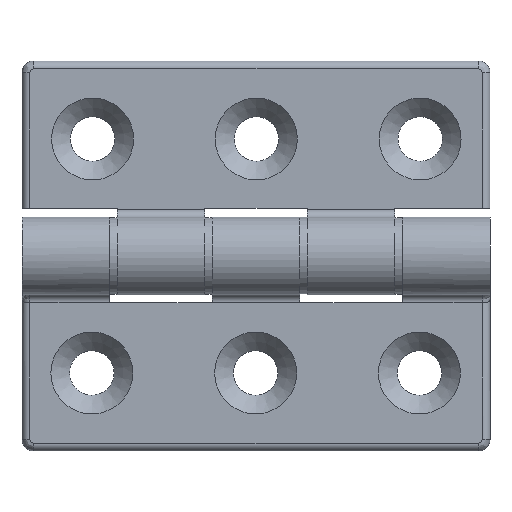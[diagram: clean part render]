
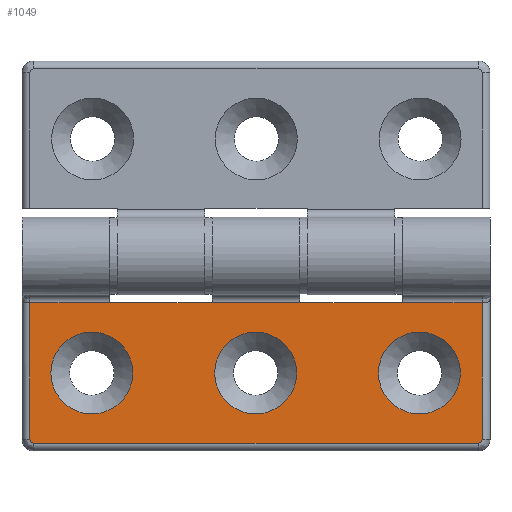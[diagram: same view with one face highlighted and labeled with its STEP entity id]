
A CAD part, left-side view. The second image highlights one B-rep face of the part: STEP entity #1049.
In plain terms, the highlighted planar face has unit normal (-1, 0, 0).
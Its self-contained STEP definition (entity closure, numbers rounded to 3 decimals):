
#57=FACE_BOUND('',#183,.T.);
#58=FACE_BOUND('',#184,.T.);
#59=FACE_BOUND('',#185,.T.);
#82=PLANE('',#1119);
#118=FACE_OUTER_BOUND('',#182,.T.);
#182=EDGE_LOOP('',(#741,#742,#743,#744,#745,#746,#747,#748,#749,#750,#751,
#752,#753,#754));
#183=EDGE_LOOP('',(#755));
#184=EDGE_LOOP('',(#756));
#185=EDGE_LOOP('',(#757));
#269=LINE('',#1589,#346);
#270=LINE('',#1655,#347);
#272=LINE('',#1661,#349);
#273=LINE('',#1663,#350);
#274=LINE('',#1665,#351);
#275=LINE('',#1667,#352);
#276=LINE('',#1669,#353);
#277=LINE('',#1671,#354);
#278=LINE('',#1673,#355);
#279=LINE('',#1675,#356);
#280=LINE('',#1677,#357);
#281=LINE('',#1681,#358);
#346=VECTOR('',#1252,10.2);
#347=VECTOR('',#1255,17.521);
#349=VECTOR('',#1261,0.021);
#350=VECTOR('',#1262,13.2);
#351=VECTOR('',#1263,0.021);
#352=VECTOR('',#1264,11.2);
#353=VECTOR('',#1265,0.021);
#354=VECTOR('',#1266,13.2);
#355=VECTOR('',#1267,0.021);
#356=VECTOR('',#1268,10.2);
#357=VECTOR('',#1269,17.521);
#358=VECTOR('',#1272,57.);
#425=CIRCLE('',#1120,0.5);
#426=CIRCLE('',#1121,0.5);
#427=CIRCLE('',#1122,5.25);
#428=CIRCLE('',#1123,5.25);
#429=CIRCLE('',#1124,5.25);
#484=VERTEX_POINT('',#1582);
#487=VERTEX_POINT('',#1587);
#490=VERTEX_POINT('',#1654);
#492=VERTEX_POINT('',#1660);
#493=VERTEX_POINT('',#1662);
#494=VERTEX_POINT('',#1664);
#495=VERTEX_POINT('',#1666);
#496=VERTEX_POINT('',#1668);
#497=VERTEX_POINT('',#1670);
#498=VERTEX_POINT('',#1672);
#499=VERTEX_POINT('',#1674);
#500=VERTEX_POINT('',#1676);
#501=VERTEX_POINT('',#1678);
#502=VERTEX_POINT('',#1680);
#503=VERTEX_POINT('',#1683);
#504=VERTEX_POINT('',#1685);
#505=VERTEX_POINT('',#1687);
#587=EDGE_CURVE('',#487,#484,#269,.T.);
#591=EDGE_CURVE('',#484,#490,#270,.T.);
#594=EDGE_CURVE('',#487,#492,#272,.T.);
#595=EDGE_CURVE('',#492,#493,#273,.T.);
#596=EDGE_CURVE('',#493,#494,#274,.T.);
#597=EDGE_CURVE('',#495,#494,#275,.T.);
#598=EDGE_CURVE('',#495,#496,#276,.T.);
#599=EDGE_CURVE('',#496,#497,#277,.T.);
#600=EDGE_CURVE('',#497,#498,#278,.T.);
#601=EDGE_CURVE('',#499,#498,#279,.T.);
#602=EDGE_CURVE('',#500,#499,#280,.T.);
#603=EDGE_CURVE('',#501,#500,#425,.T.);
#604=EDGE_CURVE('',#502,#501,#281,.T.);
#605=EDGE_CURVE('',#490,#502,#426,.T.);
#606=EDGE_CURVE('',#503,#503,#427,.T.);
#607=EDGE_CURVE('',#504,#504,#428,.T.);
#608=EDGE_CURVE('',#505,#505,#429,.T.);
#741=ORIENTED_EDGE('',*,*,#587,.F.);
#742=ORIENTED_EDGE('',*,*,#594,.T.);
#743=ORIENTED_EDGE('',*,*,#595,.T.);
#744=ORIENTED_EDGE('',*,*,#596,.T.);
#745=ORIENTED_EDGE('',*,*,#597,.F.);
#746=ORIENTED_EDGE('',*,*,#598,.T.);
#747=ORIENTED_EDGE('',*,*,#599,.T.);
#748=ORIENTED_EDGE('',*,*,#600,.T.);
#749=ORIENTED_EDGE('',*,*,#601,.F.);
#750=ORIENTED_EDGE('',*,*,#602,.F.);
#751=ORIENTED_EDGE('',*,*,#603,.F.);
#752=ORIENTED_EDGE('',*,*,#604,.F.);
#753=ORIENTED_EDGE('',*,*,#605,.F.);
#754=ORIENTED_EDGE('',*,*,#591,.F.);
#755=ORIENTED_EDGE('',*,*,#606,.T.);
#756=ORIENTED_EDGE('',*,*,#607,.T.);
#757=ORIENTED_EDGE('',*,*,#608,.T.);
#1049=ADVANCED_FACE('',(#118,#57,#58,#59),#82,.T.);
#1119=AXIS2_PLACEMENT_3D('',#1659,#1259,#1260);
#1120=AXIS2_PLACEMENT_3D('',#1679,#1270,#1271);
#1121=AXIS2_PLACEMENT_3D('',#1682,#1273,#1274);
#1122=AXIS2_PLACEMENT_3D('',#1684,#1275,#1276);
#1123=AXIS2_PLACEMENT_3D('',#1686,#1277,#1278);
#1124=AXIS2_PLACEMENT_3D('',#1688,#1279,#1280);
#1252=DIRECTION('',(0.,-1.,0.));
#1255=DIRECTION('',(0.,0.,-1.));
#1259=DIRECTION('center_axis',(-1.,0.,0.));
#1260=DIRECTION('ref_axis',(0.,0.,1.));
#1261=DIRECTION('',(0.,0.,-1.));
#1262=DIRECTION('',(0.,1.,0.));
#1263=DIRECTION('',(0.,0.,1.));
#1264=DIRECTION('',(0.,-1.,0.));
#1265=DIRECTION('',(0.,0.,-1.));
#1266=DIRECTION('',(0.,1.,0.));
#1267=DIRECTION('',(0.,0.,1.));
#1268=DIRECTION('',(0.,-1.,0.));
#1269=DIRECTION('',(0.,0.,1.));
#1270=DIRECTION('center_axis',(1.,0.,0.));
#1271=DIRECTION('ref_axis',(0.,0.707,-0.707));
#1272=DIRECTION('',(0.,1.,0.));
#1273=DIRECTION('center_axis',(1.,0.,0.));
#1274=DIRECTION('ref_axis',(0.,-0.707,-0.707));
#1275=DIRECTION('center_axis',(1.,0.,0.));
#1276=DIRECTION('ref_axis',(0.,0.,1.));
#1277=DIRECTION('center_axis',(1.,0.,0.));
#1278=DIRECTION('ref_axis',(0.,0.,1.));
#1279=DIRECTION('center_axis',(1.,0.,0.));
#1280=DIRECTION('ref_axis',(0.,0.,1.));
#1582=CARTESIAN_POINT('',(1.5,1.,-5.979));
#1587=CARTESIAN_POINT('',(1.5,11.2,-5.979));
#1589=CARTESIAN_POINT('',(1.5,0.,-5.979));
#1654=CARTESIAN_POINT('',(1.5,1.,-23.5));
#1655=CARTESIAN_POINT('',(1.5,1.,-12.5));
#1659=CARTESIAN_POINT('Origin',(1.5,0.,-25.));
#1660=CARTESIAN_POINT('',(1.5,11.2,-6.));
#1661=CARTESIAN_POINT('',(1.5,11.2,-15.5));
#1662=CARTESIAN_POINT('',(1.5,24.4,-6.));
#1663=CARTESIAN_POINT('',(1.5,12.2,-6.));
#1664=CARTESIAN_POINT('',(1.5,24.4,-5.979));
#1665=CARTESIAN_POINT('',(1.5,24.4,2.08));
#1666=CARTESIAN_POINT('',(1.5,35.6,-5.979));
#1667=CARTESIAN_POINT('',(1.5,0.,-5.979));
#1668=CARTESIAN_POINT('',(1.5,35.6,-6.));
#1669=CARTESIAN_POINT('',(1.5,35.6,-15.5));
#1670=CARTESIAN_POINT('',(1.5,48.8,-6.));
#1671=CARTESIAN_POINT('',(1.5,18.3,-6.));
#1672=CARTESIAN_POINT('',(1.5,48.8,-5.979));
#1673=CARTESIAN_POINT('',(1.5,48.8,2.08));
#1674=CARTESIAN_POINT('',(1.5,59.,-5.979));
#1675=CARTESIAN_POINT('',(1.5,0.,-5.979));
#1676=CARTESIAN_POINT('',(1.5,59.,-23.5));
#1677=CARTESIAN_POINT('',(1.5,59.,-17.959));
#1678=CARTESIAN_POINT('',(1.5,58.5,-24.));
#1679=CARTESIAN_POINT('Origin',(1.5,58.5,-23.5));
#1680=CARTESIAN_POINT('',(1.5,1.5,-24.));
#1681=CARTESIAN_POINT('',(1.5,0.,-24.));
#1682=CARTESIAN_POINT('Origin',(1.5,1.5,-23.5));
#1683=CARTESIAN_POINT('',(1.5,30.05,-9.75));
#1684=CARTESIAN_POINT('Origin',(1.5,30.05,-15.));
#1685=CARTESIAN_POINT('',(1.5,9.05,-9.75));
#1686=CARTESIAN_POINT('Origin',(1.5,9.05,-15.));
#1687=CARTESIAN_POINT('',(1.5,51.046,-9.75));
#1688=CARTESIAN_POINT('Origin',(1.5,51.046,-15.));
